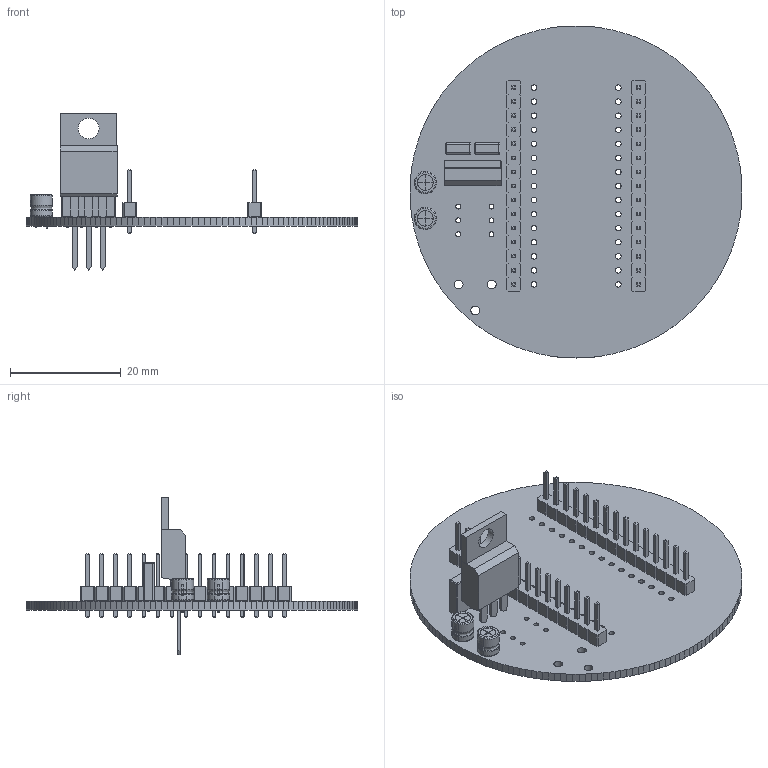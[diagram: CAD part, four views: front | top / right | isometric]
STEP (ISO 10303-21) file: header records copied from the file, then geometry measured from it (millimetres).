
FILE_DESCRIPTION(('KiCad electronic assembly'),'2;1');
FILE_NAME('Dise_o CanSat UTN.step','2023-08-15T20:19:01',('Pcbnew'),( 'Kicad'),'Open CASCADE STEP processor 7.6','KiCad to STEP converter' ,'Unknown');
FILE_SCHEMA(('AUTOMOTIVE_DESIGN { 1 0 10303 214 1 1 1 1 }'));
Length unit declared in the file: millimetre
Products named in the file (10): Dise_o CanSat UTN 1; PinHeader_1x15_P2.54mm_Vertical; SOLID; TO-220-3_Vertical; CP_Radial_D4.0mm_P2.00mm; C_Rect_L4.6mm_W2.0mm_P2.50mm_MKS02_FKP02; _autosave-DiseÃ±o CanSat UTN PCB
Assembly tree (12 placements, depth 3):
  Dise_o CanSat UTN 1
    PinHeader_1x15_P2.54mm_Vertical  x2
      SOLID
    TO-220-3_Vertical
      SOLID
    CP_Radial_D4.0mm_P2.00mm  x2
      SOLID
    C_Rect_L4.6mm_W2.0mm_P2.50mm_MKS02_FKP02  x2
      SOLID
    _autosave-DiseÃ±o CanSat UTN PCB
Bounding box: 60 x 60 x 28.52 mm (x, y, z)
Volume: 5723 mm3; surface area: 8726.5 mm2
Topology: 8 solids, 10 shells, 1182 faces, 2988 edges, 1886 vertices
Faces by surface type: plane 1013, cylinder 129, bspline 16, revolution 12, sphere 8, torus 4
Full cylindrical faces by diameter (mm): 0.3 x4, 0.4 x4, 0.6 x4, 0.7 x4, 0.9 x6, 1 x60, 1.1 x3, 1.6 x3, 3.735 x1
Entity records: 53311 total; most frequent: CARTESIAN_POINT 10371, DIRECTION 7283, LINE 5300, VECTOR 5300, ORIENTED_EDGE 3874, PCURVE 3874, DEFINITIONAL_REPRESENTATION 3874, EDGE_CURVE 1937
